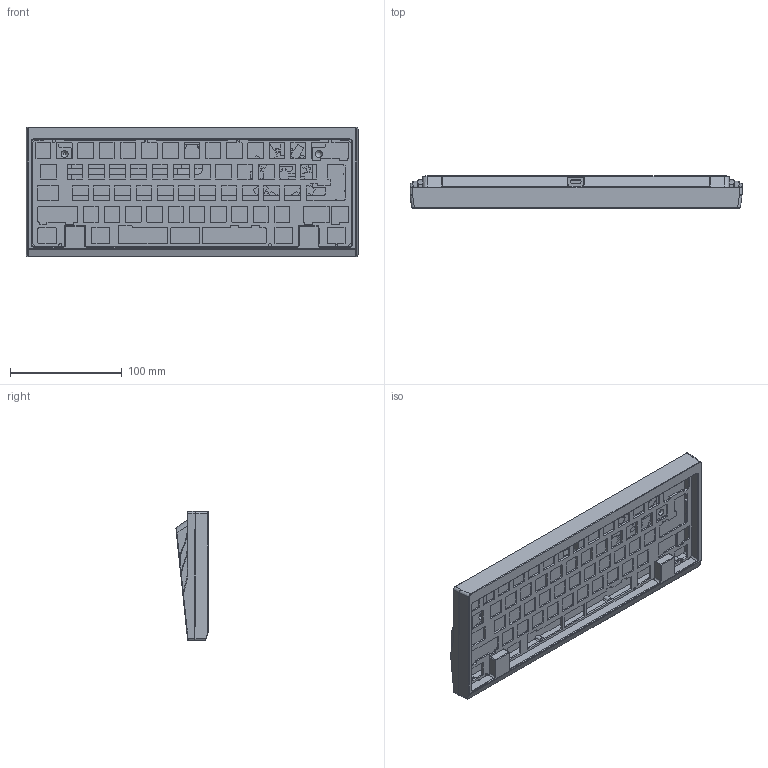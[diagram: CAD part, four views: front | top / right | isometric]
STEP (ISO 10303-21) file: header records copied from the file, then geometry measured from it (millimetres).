
FILE_DESCRIPTION(/* description */ (''),/* implementation_level */ '2;1');
FILE_NAME(/* name */ 'modified with text.step',/* time_stamp */ '2023-04-22T18:50:20-04:00',/* author */ (''),/* organization */ (''),/* preprocessor_version */ 'ST-DEVELOPER v19.2',/* originating_system */ 'Autodesk Translation Framework v12.4.0.73',/* authorisation */ '');
FILE_SCHEMA (('AUTOMOTIVE_DESIGN { 1 0 10303 214 3 1 1 }'));
Products named in the file (1): (Unsaved)
Bounding box: 297.7 x 28.81 x 116.2 mm (x, y, z)
Volume: 317345.3 mm3; surface area: 166067.2 mm2
Topology: 4 solids, 4 shells, 1894 faces, 5448 edges, 3590 vertices
Faces by surface type: plane 793, cylinder 606, bspline 456, cone 39
Full cylindrical faces by diameter (mm): 1.623 x4, 2.075 x13, 2.529 x8, 2.7 x6, 8.1 x4
Entity records: 64658 total; most frequent: CARTESIAN_POINT 17832, ORIENTED_EDGE 10896, DIRECTION 8688, EDGE_CURVE 5448, VERTEX_POINT 3590, LINE 3302, VECTOR 3302, AXIS2_PLACEMENT_3D 2693
